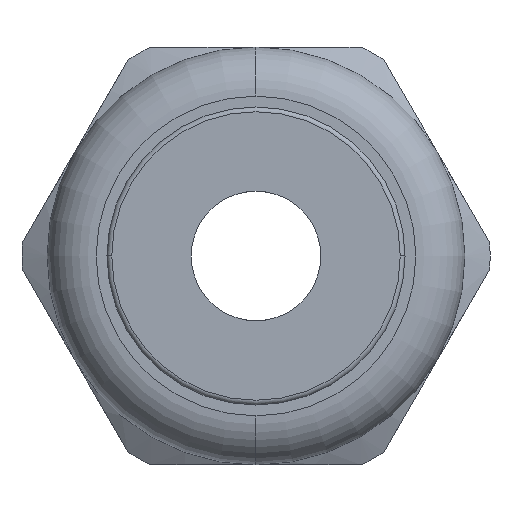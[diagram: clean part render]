
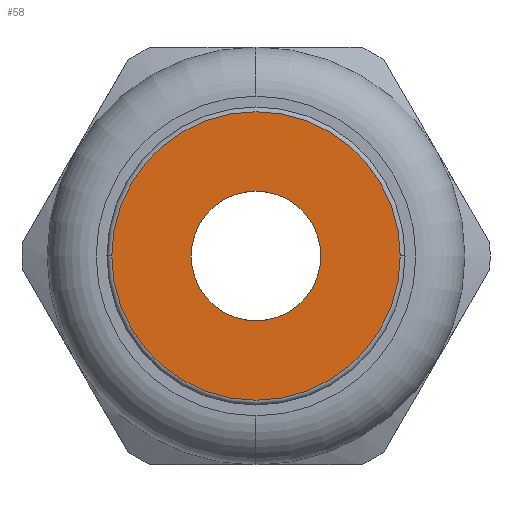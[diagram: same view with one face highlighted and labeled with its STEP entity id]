
A CAD part, left-side view. The second image highlights one B-rep face of the part: STEP entity #58.
In plain terms, the highlighted planar face has unit normal (-1, 0, 0).
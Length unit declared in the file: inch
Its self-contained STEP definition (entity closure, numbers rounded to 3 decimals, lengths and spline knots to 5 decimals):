
#3 = VERTEX_POINT ( 'NONE', #936 ) ;
#13 = EDGE_CURVE ( 'NONE', #35, #34, #984, .T. ) ;
#33 = EDGE_CURVE ( 'NONE', #34, #35, #1002, .T. ) ;
#34 = VERTEX_POINT ( 'NONE', #998 ) ;
#35 = VERTEX_POINT ( 'NONE', #997 ) ;
#51 = VERTEX_POINT ( 'NONE', #1030 ) ;
#53 = EDGE_CURVE ( 'NONE', #3, #51, #1028, .T. ) ;
#54 = ORIENTED_EDGE ( 'NONE', *, *, #53, .T. ) ;
#55 = ORIENTED_EDGE ( 'NONE', *, *, #33, .T. ) ;
#58 = ADVANCED_FACE ( 'NONE', ( #1085, #1084 ), #1022, .T. ) ;
#59 = ORIENTED_EDGE ( 'NONE', *, *, #13, .T. ) ;
#62 = EDGE_CURVE ( 'NONE', #51, #3, #1072, .T. ) ;
#64 = EDGE_LOOP ( 'NONE', ( #59, #55 ) ) ;
#74 = EDGE_LOOP ( 'NONE', ( #54, #88 ) ) ;
#88 = ORIENTED_EDGE ( 'NONE', *, *, #62, .T. ) ;
#936 = CARTESIAN_POINT ( 'NONE',  ( -0.96, -0.30025, 0. ) ) ;
#980 = DIRECTION ( 'NONE',  ( 0., 1., 0. ) ) ;
#981 = DIRECTION ( 'NONE',  ( 1., 0., 0. ) ) ;
#982 = CARTESIAN_POINT ( 'NONE',  ( -0.96, 0., 0. ) ) ;
#983 = AXIS2_PLACEMENT_3D ( 'NONE', #982, #981, #980 ) ;
#984 = CIRCLE ( 'NONE', #983, 0.135 ) ;
#997 = CARTESIAN_POINT ( 'NONE',  ( -0.96, 0.135, 0. ) ) ;
#998 = CARTESIAN_POINT ( 'NONE',  ( -0.96, -0.135, 0. ) ) ;
#999 = DIRECTION ( 'NONE',  ( 0., 1., 0. ) ) ;
#1000 = DIRECTION ( 'NONE',  ( 1., 0., 0. ) ) ;
#1001 = AXIS2_PLACEMENT_3D ( 'NONE', #1007, #1000, #999 ) ;
#1002 = CIRCLE ( 'NONE', #1001, 0.135 ) ;
#1007 = CARTESIAN_POINT ( 'NONE',  ( -0.96, 0., 0. ) ) ;
#1022 = PLANE ( 'NONE',  #1083 ) ;
#1024 = DIRECTION ( 'NONE',  ( 0., -1., 0. ) ) ;
#1025 = DIRECTION ( 'NONE',  ( -1., 0., 0. ) ) ;
#1026 = CARTESIAN_POINT ( 'NONE',  ( -0.96, 0., 0. ) ) ;
#1027 = AXIS2_PLACEMENT_3D ( 'NONE', #1026, #1025, #1024 ) ;
#1028 = CIRCLE ( 'NONE', #1027, 0.30025 ) ;
#1030 = CARTESIAN_POINT ( 'NONE',  ( -0.96, 0.30025, 0. ) ) ;
#1069 = DIRECTION ( 'NONE',  ( 0., -1., 0. ) ) ;
#1070 = DIRECTION ( 'NONE',  ( -1., 0., 0. ) ) ;
#1071 = AXIS2_PLACEMENT_3D ( 'NONE', #1077, #1070, #1069 ) ;
#1072 = CIRCLE ( 'NONE', #1071, 0.30025 ) ;
#1077 = CARTESIAN_POINT ( 'NONE',  ( -0.96, 0., 0. ) ) ;
#1080 = DIRECTION ( 'NONE',  ( 0., -1., 0. ) ) ;
#1081 = DIRECTION ( 'NONE',  ( -1., 0., 0. ) ) ;
#1082 = CARTESIAN_POINT ( 'NONE',  ( -0.96, 0.31025, 0. ) ) ;
#1083 = AXIS2_PLACEMENT_3D ( 'NONE', #1082, #1081, #1080 ) ;
#1084 = FACE_BOUND ( 'NONE', #64, .T. ) ;
#1085 = FACE_OUTER_BOUND ( 'NONE', #74, .T. ) ;
